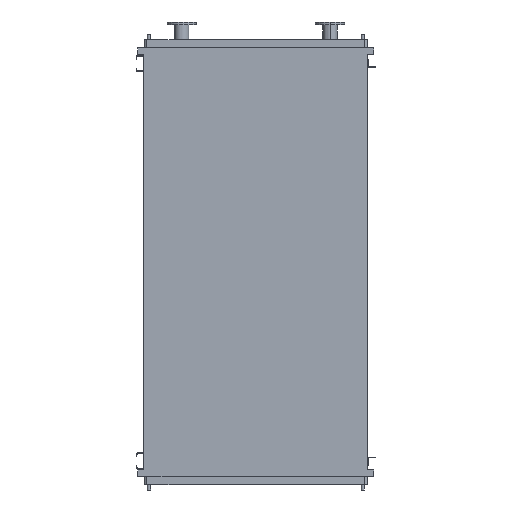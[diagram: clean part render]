
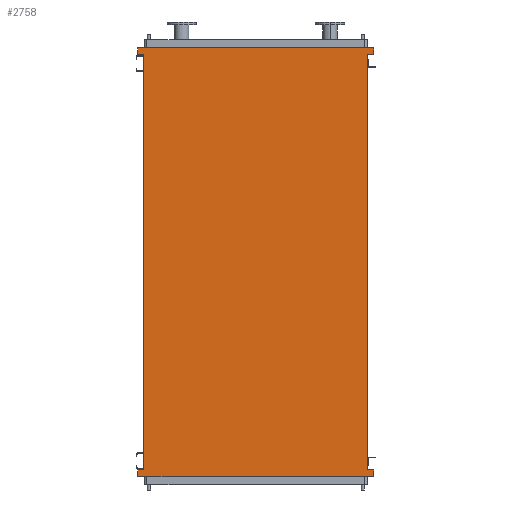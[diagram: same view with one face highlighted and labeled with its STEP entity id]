
A CAD part, front view. The second image highlights one B-rep face of the part: STEP entity #2758.
In plain terms, the highlighted planar face has unit normal (0, -1, 0).
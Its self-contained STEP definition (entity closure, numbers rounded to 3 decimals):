
#163 = CARTESIAN_POINT ( 'NONE',  ( 845., 0., -3093. ) ) ;
#184 = EDGE_LOOP ( 'NONE', ( #1685, #12653, #466, #1716, #738, #775, #871, #3723, #6580, #6619, #12632, #10205 ) ) ;
#352 = VERTEX_POINT ( 'NONE', #3124 ) ;
#466 = ORIENTED_EDGE ( 'NONE', *, *, #10669, .F. ) ;
#483 = CARTESIAN_POINT ( 'NONE',  ( 891., 0., -3093. ) ) ;
#512 = EDGE_CURVE ( 'NONE', #352, #11646, #4748, .T. ) ;
#562 = CARTESIAN_POINT ( 'NONE',  ( -891., 0., -3093. ) ) ;
#670 = DIRECTION ( 'NONE',  ( 0., 0., -1. ) ) ;
#738 = ORIENTED_EDGE ( 'NONE', *, *, #2940, .F. ) ;
#775 = ORIENTED_EDGE ( 'NONE', *, *, #2250, .F. ) ;
#847 = DIRECTION ( 'NONE',  ( 1., 0., 0. ) ) ;
#871 = ORIENTED_EDGE ( 'NONE', *, *, #6684, .F. ) ;
#1194 = DIRECTION ( 'NONE',  ( 1., 0., 0. ) ) ;
#1284 = EDGE_CURVE ( 'NONE', #1481, #3464, #9115, .T. ) ;
#1291 = CARTESIAN_POINT ( 'NONE',  ( 891., 0., -3093. ) ) ;
#1318 = CARTESIAN_POINT ( 'NONE',  ( 845., 0., -3093. ) ) ;
#1481 = VERTEX_POINT ( 'NONE', #1318 ) ;
#1685 = ORIENTED_EDGE ( 'NONE', *, *, #4347, .T. ) ;
#1716 = ORIENTED_EDGE ( 'NONE', *, *, #9963, .F. ) ;
#1785 = AXIS2_PLACEMENT_3D ( 'NONE', #8479, #7462, #12370 ) ;
#1922 = DIRECTION ( 'NONE',  ( 0., 0., 1. ) ) ;
#2250 = EDGE_CURVE ( 'NONE', #12327, #10446, #6954, .T. ) ;
#2504 = LINE ( 'NONE', #6412, #7139 ) ;
#2602 = DIRECTION ( 'NONE',  ( 0., 0., 1. ) ) ;
#2758 = ADVANCED_FACE ( 'NONE', ( #4573 ), #3561, .T. ) ;
#2777 = DIRECTION ( 'NONE',  ( -1., 0., 0. ) ) ;
#2899 = CARTESIAN_POINT ( 'NONE',  ( -845., 0., -3093. ) ) ;
#2940 = EDGE_CURVE ( 'NONE', #10446, #8856, #4953, .T. ) ;
#3124 = CARTESIAN_POINT ( 'NONE',  ( 891., 0., 43. ) ) ;
#3189 = VECTOR ( 'NONE', #2777, 1000. ) ;
#3464 = VERTEX_POINT ( 'NONE', #1291 ) ;
#3494 = VECTOR ( 'NONE', #5273, 1000. ) ;
#3558 = DIRECTION ( 'NONE',  ( 0., 0., -1. ) ) ;
#3561 = PLANE ( 'NONE',  #1785 ) ;
#3594 = LINE ( 'NONE', #9470, #12208 ) ;
#3723 = ORIENTED_EDGE ( 'NONE', *, *, #8792, .F. ) ;
#3762 = EDGE_CURVE ( 'NONE', #4466, #9146, #10676, .T. ) ;
#3820 = VECTOR ( 'NONE', #10849, 1000. ) ;
#3854 = LINE ( 'NONE', #5711, #11434 ) ;
#4033 = VECTOR ( 'NONE', #2602, 1000. ) ;
#4324 = VERTEX_POINT ( 'NONE', #5378 ) ;
#4347 = EDGE_CURVE ( 'NONE', #1481, #11646, #3594, .T. ) ;
#4433 = CARTESIAN_POINT ( 'NONE',  ( 891., 0., -3145. ) ) ;
#4466 = VERTEX_POINT ( 'NONE', #6421 ) ;
#4509 = LINE ( 'NONE', #483, #10644 ) ;
#4560 = VERTEX_POINT ( 'NONE', #2899 ) ;
#4573 = FACE_OUTER_BOUND ( 'NONE', #184, .T. ) ;
#4748 = LINE ( 'NONE', #10642, #3189 ) ;
#4953 = LINE ( 'NONE', #7845, #3820 ) ;
#5273 = DIRECTION ( 'NONE',  ( -1., 0., 0. ) ) ;
#5344 = LINE ( 'NONE', #8476, #11450 ) ;
#5364 = VERTEX_POINT ( 'NONE', #7776 ) ;
#5378 = CARTESIAN_POINT ( 'NONE',  ( 891., 0., -3145. ) ) ;
#5428 = DIRECTION ( 'NONE',  ( 1., 0., 0. ) ) ;
#5711 = CARTESIAN_POINT ( 'NONE',  ( 891., 0., 95. ) ) ;
#5885 = VECTOR ( 'NONE', #1922, 1000. ) ;
#5913 = EDGE_CURVE ( 'NONE', #4324, #4466, #7272, .T. ) ;
#5994 = CARTESIAN_POINT ( 'NONE',  ( -891., 0., 43. ) ) ;
#6412 = CARTESIAN_POINT ( 'NONE',  ( -891., 0., -3093. ) ) ;
#6421 = CARTESIAN_POINT ( 'NONE',  ( -891., 0., -3145. ) ) ;
#6580 = ORIENTED_EDGE ( 'NONE', *, *, #3762, .F. ) ;
#6619 = ORIENTED_EDGE ( 'NONE', *, *, #5913, .F. ) ;
#6684 = EDGE_CURVE ( 'NONE', #4560, #12327, #7461, .T. ) ;
#6954 = LINE ( 'NONE', #5994, #10133 ) ;
#7028 = CARTESIAN_POINT ( 'NONE',  ( -891., 0., 43. ) ) ;
#7139 = VECTOR ( 'NONE', #5428, 1000. ) ;
#7272 = LINE ( 'NONE', #4433, #3494 ) ;
#7313 = DIRECTION ( 'NONE',  ( 0., 0., 1. ) ) ;
#7461 = LINE ( 'NONE', #11612, #4033 ) ;
#7462 = DIRECTION ( 'NONE',  ( 0., -1., 0. ) ) ;
#7776 = CARTESIAN_POINT ( 'NONE',  ( 891., 0., 95. ) ) ;
#7845 = CARTESIAN_POINT ( 'NONE',  ( -891., 0., 95. ) ) ;
#8275 = CARTESIAN_POINT ( 'NONE',  ( 845., 0., 43. ) ) ;
#8476 = CARTESIAN_POINT ( 'NONE',  ( 891., 0., 43. ) ) ;
#8479 = CARTESIAN_POINT ( 'NONE',  ( -845., 0., -3050. ) ) ;
#8792 = EDGE_CURVE ( 'NONE', #9146, #4560, #2504, .T. ) ;
#8856 = VERTEX_POINT ( 'NONE', #11832 ) ;
#9115 = LINE ( 'NONE', #163, #12362 ) ;
#9119 = CARTESIAN_POINT ( 'NONE',  ( -845., 0., 43. ) ) ;
#9146 = VERTEX_POINT ( 'NONE', #562 ) ;
#9470 = CARTESIAN_POINT ( 'NONE',  ( 845., 0., -3050. ) ) ;
#9963 = EDGE_CURVE ( 'NONE', #8856, #5364, #3854, .T. ) ;
#10133 = VECTOR ( 'NONE', #11093, 1000. ) ;
#10205 = ORIENTED_EDGE ( 'NONE', *, *, #1284, .F. ) ;
#10446 = VERTEX_POINT ( 'NONE', #7028 ) ;
#10642 = CARTESIAN_POINT ( 'NONE',  ( 845., 0., 43. ) ) ;
#10644 = VECTOR ( 'NONE', #3558, 1000. ) ;
#10669 = EDGE_CURVE ( 'NONE', #5364, #352, #5344, .T. ) ;
#10676 = LINE ( 'NONE', #12456, #5885 ) ;
#10721 = EDGE_CURVE ( 'NONE', #3464, #4324, #4509, .T. ) ;
#10849 = DIRECTION ( 'NONE',  ( 0., 0., 1. ) ) ;
#11093 = DIRECTION ( 'NONE',  ( -1., 0., 0. ) ) ;
#11434 = VECTOR ( 'NONE', #847, 1000. ) ;
#11450 = VECTOR ( 'NONE', #670, 1000. ) ;
#11612 = CARTESIAN_POINT ( 'NONE',  ( -845., 0., -3050. ) ) ;
#11646 = VERTEX_POINT ( 'NONE', #8275 ) ;
#11832 = CARTESIAN_POINT ( 'NONE',  ( -891., 0., 95. ) ) ;
#12208 = VECTOR ( 'NONE', #7313, 1000. ) ;
#12327 = VERTEX_POINT ( 'NONE', #9119 ) ;
#12362 = VECTOR ( 'NONE', #1194, 1000. ) ;
#12370 = DIRECTION ( 'NONE',  ( 0., 0., -1. ) ) ;
#12456 = CARTESIAN_POINT ( 'NONE',  ( -891., 0., -3145. ) ) ;
#12632 = ORIENTED_EDGE ( 'NONE', *, *, #10721, .F. ) ;
#12653 = ORIENTED_EDGE ( 'NONE', *, *, #512, .F. ) ;
